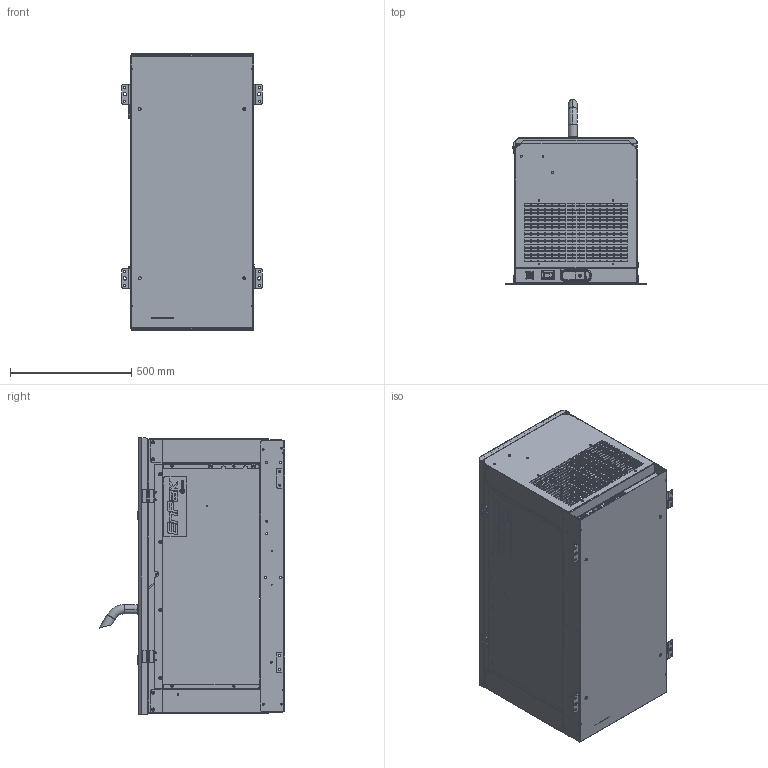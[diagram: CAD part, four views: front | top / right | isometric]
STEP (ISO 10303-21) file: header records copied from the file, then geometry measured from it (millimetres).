
FILE_DESCRIPTION (( 'STEP AP214' ), '1' );
FILE_NAME ('907772 Surfaces.STEP', '2024-03-12T18:43:09', ( '' ), ( '' ), 'SwSTEP 2.0', 'SolidWorks 2022', '' );
FILE_SCHEMA (( 'AUTOMOTIVE_DESIGN' ));
Length unit declared in the file: inch
Products named in the file (1): 907772 Surfaces
Bounding box: 577.39 x 763.33 x 1136.65 mm (x, y, z)
Surface area: 7062925.6 mm2 (no closed solid volume)
Topology: 0 solids, 115 shells, 2637 faces, 10895 edges, 7796 vertices
Faces by surface type: plane 1928, cylinder 545, torus 106, bspline 46, cone 12
Entity records: 149609 total; most frequent: CARTESIAN_POINT 24781, DIRECTION 17725, ORIENTED_EDGE 16728, EDGE_CURVE 10863, VECTOR 8453, LINE 8453, VERTEX_POINT 7796, AXIS2_PLACEMENT_3D 4636
